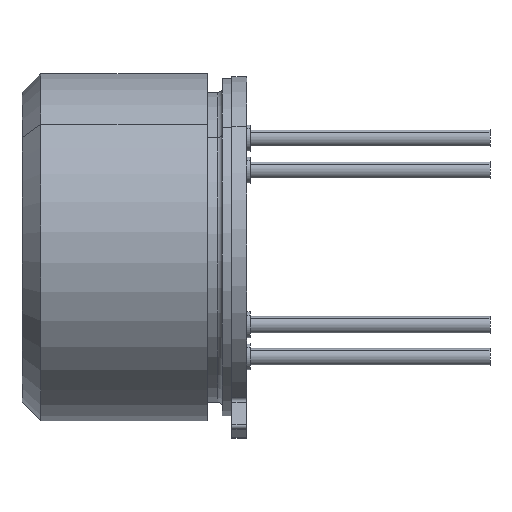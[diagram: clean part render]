
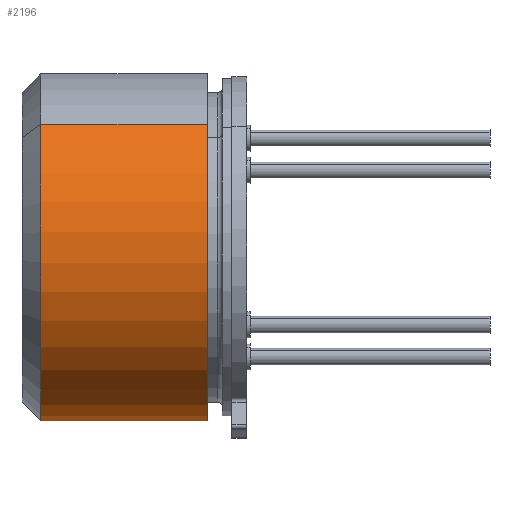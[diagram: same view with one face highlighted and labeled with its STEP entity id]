
A CAD part, left-side view. The second image highlights one B-rep face of the part: STEP entity #2196.
In plain terms, the highlighted cylindrical face has radius 4.65 mm (diameter 9.3 mm), a partial arc.
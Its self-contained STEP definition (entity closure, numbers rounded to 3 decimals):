
#357 = VERTEX_POINT ( 'NONE', #2283 ) ;
#421 = EDGE_LOOP ( 'NONE', ( #455, #859, #1649, #1815 ) ) ;
#455 = ORIENTED_EDGE ( 'NONE', *, *, #2243, .F. ) ;
#533 = CARTESIAN_POINT ( 'NONE',  ( -3.288, 6.476, 3.288 ) ) ;
#590 = CARTESIAN_POINT ( 'NONE',  ( 3.288, 5.5, -3.288 ) ) ;
#602 = VECTOR ( 'NONE', #1452, 1000. ) ;
#633 = EDGE_CURVE ( 'NONE', #357, #1535, #1081, .T. ) ;
#772 = CARTESIAN_POINT ( 'NONE',  ( 0., 6.476, 0. ) ) ;
#784 = AXIS2_PLACEMENT_3D ( 'NONE', #2074, #1560, #1734 ) ;
#817 = CARTESIAN_POINT ( 'NONE',  ( 0., 5.5, 0. ) ) ;
#859 = ORIENTED_EDGE ( 'NONE', *, *, #2211, .T. ) ;
#872 = CARTESIAN_POINT ( 'NONE',  ( -3.288, 5.5, 3.288 ) ) ;
#964 = VECTOR ( 'NONE', #2322, 1000. ) ;
#1081 = LINE ( 'NONE', #533, #602 ) ;
#1124 = CARTESIAN_POINT ( 'NONE',  ( 3.288, 6.476, -3.288 ) ) ;
#1181 = AXIS2_PLACEMENT_3D ( 'NONE', #817, #2124, #2274 ) ;
#1205 = VERTEX_POINT ( 'NONE', #590 ) ;
#1306 = CARTESIAN_POINT ( 'NONE',  ( 3.288, 1.05, -3.288 ) ) ;
#1423 = FACE_OUTER_BOUND ( 'NONE', #421, .T. ) ;
#1452 = DIRECTION ( 'NONE',  ( 0., 1., 0. ) ) ;
#1474 = EDGE_CURVE ( 'NONE', #1205, #1535, #1615, .T. ) ;
#1535 = VERTEX_POINT ( 'NONE', #872 ) ;
#1538 = LINE ( 'NONE', #1124, #964 ) ;
#1548 = DIRECTION ( 'NONE',  ( -0.707, 0., 0.707 ) ) ;
#1560 = DIRECTION ( 'NONE',  ( 0., 1., 0. ) ) ;
#1615 = CIRCLE ( 'NONE', #1181, 4.65 ) ;
#1649 = ORIENTED_EDGE ( 'NONE', *, *, #633, .T. ) ;
#1713 = CYLINDRICAL_SURFACE ( 'NONE', #1872, 4.65 ) ;
#1734 = DIRECTION ( 'NONE',  ( -0.707, 0., 0.707 ) ) ;
#1815 = ORIENTED_EDGE ( 'NONE', *, *, #1474, .F. ) ;
#1872 = AXIS2_PLACEMENT_3D ( 'NONE', #772, #2299, #1548 ) ;
#2039 = CIRCLE ( 'NONE', #784, 4.65 ) ;
#2074 = CARTESIAN_POINT ( 'NONE',  ( 0., 1.05, 0. ) ) ;
#2124 = DIRECTION ( 'NONE',  ( 0., 1., 0. ) ) ;
#2196 = ADVANCED_FACE ( 'NONE', ( #1423 ), #1713, .T. ) ;
#2211 = EDGE_CURVE ( 'NONE', #2264, #357, #2039, .T. ) ;
#2243 = EDGE_CURVE ( 'NONE', #2264, #1205, #1538, .T. ) ;
#2264 = VERTEX_POINT ( 'NONE', #1306 ) ;
#2274 = DIRECTION ( 'NONE',  ( -0.707, 0., 0.707 ) ) ;
#2283 = CARTESIAN_POINT ( 'NONE',  ( -3.288, 1.05, 3.288 ) ) ;
#2299 = DIRECTION ( 'NONE',  ( 0., 1., 0. ) ) ;
#2322 = DIRECTION ( 'NONE',  ( 0., 1., 0. ) ) ;
